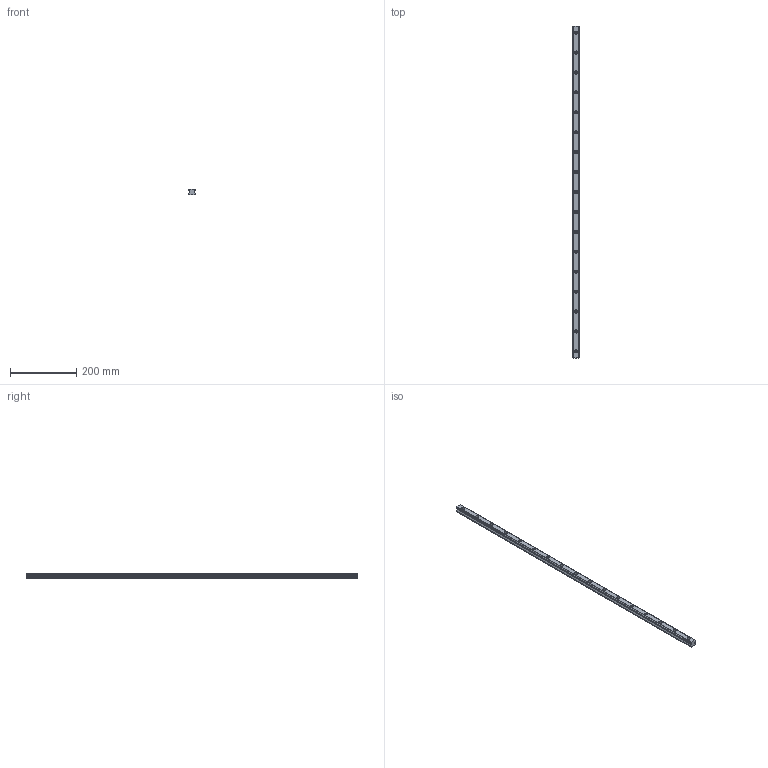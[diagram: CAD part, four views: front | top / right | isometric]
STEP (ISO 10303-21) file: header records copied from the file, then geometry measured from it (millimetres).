
FILE_DESCRIPTION(/* description */ (''),/* implementation_level */ '2;1');
FILE_NAME(/* name */ 'Profilfuehrung20x1000.stp',/* time_stamp */ '2018-06-24T14:59:04+02:00',/* author */ ('Daviddk'),/* organization */ (''),/* preprocessor_version */ 'ST-DEVELOPER v17',/* originating_system */ 'Autodesk Inventor 2019',/* authorisation */ '');
FILE_SCHEMA (('AUTOMOTIVE_DESIGN { 1 0 10303 214 3 1 1 }'));
Length unit declared in the file: millimetre
Products named in the file (1): Trapezführung2016
Bounding box: 20 x 1000 x 18 mm (x, y, z)
Volume: 286334.7 mm3; surface area: 85317.5 mm2
Topology: 1 solids, 1 shells, 128 faces, 361 edges, 235 vertices
Faces by surface type: plane 90, cylinder 38
Full cylindrical faces by diameter (mm): 6 x17, 9.5 x17
Entity records: 4331 total; most frequent: DIRECTION 814, CARTESIAN_POINT 725, ORIENTED_EDGE 722, EDGE_CURVE 361, AXIS2_PLACEMENT_3D 324, VERTEX_POINT 235, LINE 166, VECTOR 166
